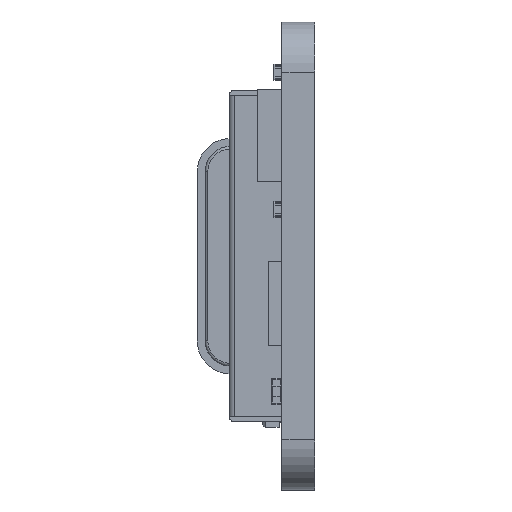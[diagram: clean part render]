
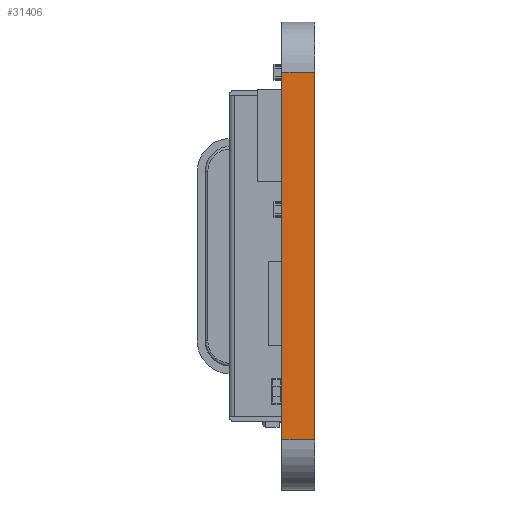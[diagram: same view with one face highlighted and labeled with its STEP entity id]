
A CAD part, left-side view. The second image highlights one B-rep face of the part: STEP entity #31406.
In plain terms, the highlighted planar face has unit normal (-1, 0, 0).
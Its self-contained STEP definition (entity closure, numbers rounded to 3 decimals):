
#2553=FACE_OUTER_BOUND('',#4373,.T.);
#4373=EDGE_LOOP('',(#26531,#26532,#26533,#26534));
#6670=LINE('',#47803,#10502);
#6900=LINE('',#48373,#10732);
#7955=LINE('',#50660,#11787);
#7956=LINE('',#50662,#11788);
#10502=VECTOR('',#38875,10.);
#10732=VECTOR('',#39349,10.);
#11787=VECTOR('',#41328,10.);
#11788=VECTOR('',#41331,10.);
#13877=VERTEX_POINT('',#47800);
#13878=VERTEX_POINT('',#47802);
#14095=VERTEX_POINT('',#48370);
#14096=VERTEX_POINT('',#48372);
#17471=EDGE_CURVE('',#13878,#13877,#6670,.T.);
#17749=EDGE_CURVE('',#14095,#14096,#6900,.T.);
#18886=EDGE_CURVE('',#13878,#14095,#7955,.T.);
#18887=EDGE_CURVE('',#13877,#14096,#7956,.T.);
#26531=ORIENTED_EDGE('',*,*,#18887,.T.);
#26532=ORIENTED_EDGE('',*,*,#17749,.F.);
#26533=ORIENTED_EDGE('',*,*,#18886,.F.);
#26534=ORIENTED_EDGE('',*,*,#17471,.T.);
#29434=PLANE('',#34064);
#31406=ADVANCED_FACE('',(#2553),#29434,.T.);
#34064=AXIS2_PLACEMENT_3D('',#50661,#41329,#41330);
#38875=DIRECTION('',(0.,0.,1.));
#39349=DIRECTION('',(0.,0.,1.));
#41328=DIRECTION('',(0.,1.,0.));
#41329=DIRECTION('center_axis',(-1.,0.,0.));
#41330=DIRECTION('ref_axis',(0.,0.,1.));
#41331=DIRECTION('',(0.,1.,0.));
#47800=CARTESIAN_POINT('',(-8.673,-0.25,0.874));
#47802=CARTESIAN_POINT('',(-8.673,-0.25,-13.096));
#47803=CARTESIAN_POINT('',(-8.673,-0.25,-13.096));
#48370=CARTESIAN_POINT('',(-8.673,1.,-13.096));
#48372=CARTESIAN_POINT('',(-8.673,1.,0.874));
#48373=CARTESIAN_POINT('',(-8.673,1.,-13.096));
#50660=CARTESIAN_POINT('',(-8.673,0.,-13.096));
#50661=CARTESIAN_POINT('Origin',(-8.673,0.,
-13.096));
#50662=CARTESIAN_POINT('',(-8.673,0.,0.874));
